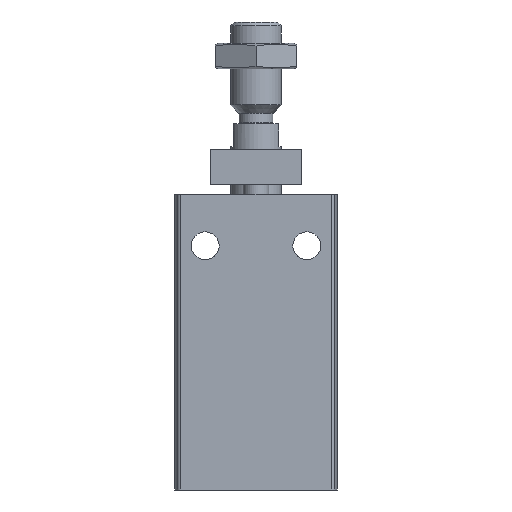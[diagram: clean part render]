
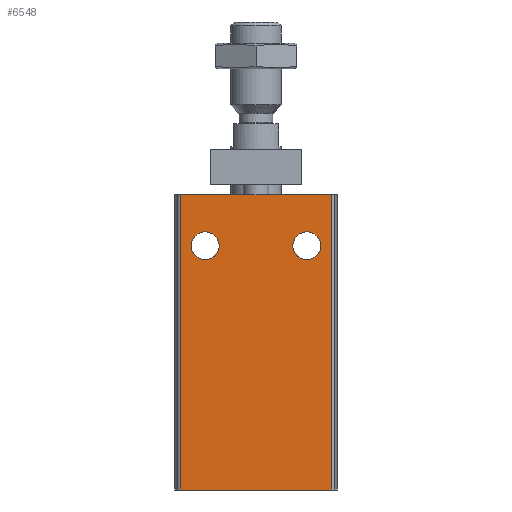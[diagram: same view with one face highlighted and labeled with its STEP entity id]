
A CAD part, front view. The second image highlights one B-rep face of the part: STEP entity #6548.
In plain terms, the highlighted planar face has unit normal (0, -1, 0).
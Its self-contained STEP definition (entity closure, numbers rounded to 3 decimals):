
#145=PLANE('',#7029);
#460=LINE('',#9894,#846);
#470=LINE('',#9945,#856);
#483=LINE('',#9987,#869);
#484=LINE('',#9988,#870);
#846=VECTOR('',#8046,1000.);
#856=VECTOR('',#8092,1000.);
#869=VECTOR('',#8133,1000.);
#870=VECTOR('',#8134,1000.);
#998=CIRCLE('',#6748,2.75);
#1064=CIRCLE('',#6886,2.75);
#1923=ORIENTED_EDGE('',*,*,#2673,.F.);
#1924=ORIENTED_EDGE('',*,*,#2906,.F.);
#1925=ORIENTED_EDGE('',*,*,#3075,.T.);
#1926=ORIENTED_EDGE('',*,*,#3127,.T.);
#1927=ORIENTED_EDGE('',*,*,#3102,.F.);
#1928=ORIENTED_EDGE('',*,*,#3128,.F.);
#2673=EDGE_CURVE('',#3379,#3379,#998,.T.);
#2906=EDGE_CURVE('',#3559,#3559,#1064,.T.);
#3075=EDGE_CURVE('',#3683,#3682,#460,.T.);
#3102=EDGE_CURVE('',#3705,#3706,#470,.T.);
#3127=EDGE_CURVE('',#3682,#3706,#483,.T.);
#3128=EDGE_CURVE('',#3683,#3705,#484,.T.);
#3379=VERTEX_POINT('',#8858);
#3559=VERTEX_POINT('',#9471);
#3682=VERTEX_POINT('',#9893);
#3683=VERTEX_POINT('',#9895);
#3705=VERTEX_POINT('',#9944);
#3706=VERTEX_POINT('',#9946);
#4077=EDGE_LOOP('',(#1923));
#4078=EDGE_LOOP('',(#1924));
#4079=EDGE_LOOP('',(#1925,#1926,#1927,#1928));
#4471=FACE_BOUND('',#4077,.T.);
#4472=FACE_BOUND('',#4078,.T.);
#4473=FACE_BOUND('',#4079,.T.);
#6548=ADVANCED_FACE('',(#4471,#4472,#4473),#145,.T.);
#6748=AXIS2_PLACEMENT_3D('',#8857,#7312,#7313);
#6886=AXIS2_PLACEMENT_3D('',#9470,#7730,#7731);
#7029=AXIS2_PLACEMENT_3D('',#9986,#8131,#8132);
#7312=DIRECTION('',(0.,-1.,0.));
#7313=DIRECTION('',(0.,0.,-1.));
#7730=DIRECTION('',(0.,-1.,0.));
#7731=DIRECTION('',(0.,0.,-1.));
#8046=DIRECTION('',(1.,0.,0.));
#8092=DIRECTION('',(1.,0.,0.));
#8131=DIRECTION('',(0.,-1.,0.));
#8132=DIRECTION('',(0.,0.,-1.));
#8133=DIRECTION('',(0.,0.,1.));
#8134=DIRECTION('',(0.,0.,1.));
#8857=CARTESIAN_POINT('',(-10.,-25.,-10.));
#8858=CARTESIAN_POINT('',(-10.,-25.,-12.75));
#9470=CARTESIAN_POINT('',(10.,-25.,-10.));
#9471=CARTESIAN_POINT('',(10.,-25.,-12.75));
#9893=CARTESIAN_POINT('',(14.76,-25.,-58.));
#9894=CARTESIAN_POINT('',(-16.,-25.,-58.));
#9895=CARTESIAN_POINT('',(-14.76,-25.,-58.));
#9944=CARTESIAN_POINT('',(-14.76,-25.,0.));
#9945=CARTESIAN_POINT('',(-16.,-25.,0.));
#9946=CARTESIAN_POINT('',(14.76,-25.,0.));
#9986=CARTESIAN_POINT('',(-16.,-25.,-58.));
#9987=CARTESIAN_POINT('',(14.76,-25.,-58.));
#9988=CARTESIAN_POINT('',(-14.76,-25.,-58.));
